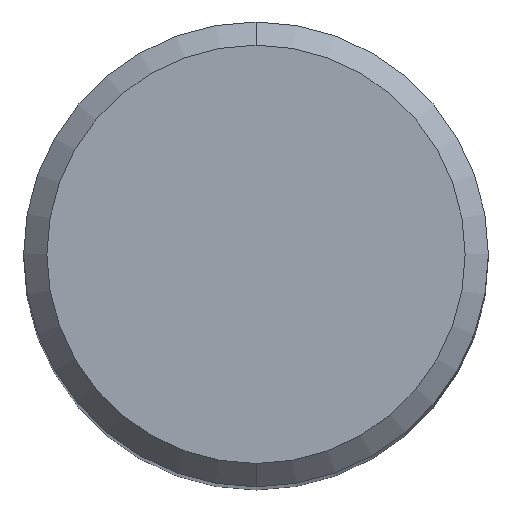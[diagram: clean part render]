
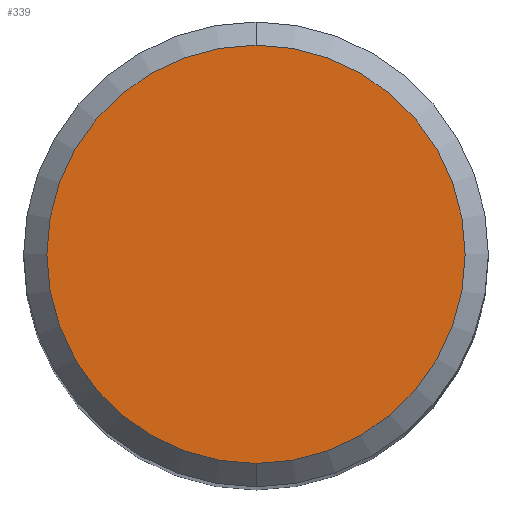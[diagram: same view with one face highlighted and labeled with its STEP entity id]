
A CAD part, top view. The second image highlights one B-rep face of the part: STEP entity #339.
In plain terms, the highlighted planar face has unit normal (0, 0, 1).
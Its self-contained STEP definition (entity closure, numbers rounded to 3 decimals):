
#339=ADVANCED_FACE('',(#951),#952,.T.);
#419=EDGE_CURVE('',#467,#869,#1038,.T.);
#467=VERTEX_POINT('',#1090);
#689=EDGE_CURVE('',#869,#467,#1334,.T.);
#869=VERTEX_POINT('',#1533);
#951=FACE_OUTER_BOUND('',#1614,.T.);
#952=PLANE('',#1615);
#1038=CIRCLE('',#2024,4.5);
#1090=CARTESIAN_POINT('',(0.0,4.5,0.0));
#1334=CIRCLE('',#4011,4.5);
#1533=CARTESIAN_POINT('',(0.,-4.5,0.0));
#1614=EDGE_LOOP('',(#7575,#7576));
#1615=AXIS2_PLACEMENT_3D('',#7577,#7578,#7579);
#2024=AXIS2_PLACEMENT_3D('',#7647,#7648,#7649);
#4011=AXIS2_PLACEMENT_3D('',#7981,#7982,#7983);
#7575=ORIENTED_EDGE('',*,*,#419,.F.);
#7576=ORIENTED_EDGE('',*,*,#689,.F.);
#7577=CARTESIAN_POINT('',(0.0,2.25,0.0));
#7578=DIRECTION('',(-0.0,0.0,1.0));
#7579=DIRECTION('',(0.0,-1.0,0.0));
#7647=CARTESIAN_POINT('',(0.0,0.0,0.0));
#7648=DIRECTION('',(0.0,0.0,-1.0));
#7649=DIRECTION('',(0.0,1.0,0.0));
#7981=CARTESIAN_POINT('',(0.0,0.0,0.0));
#7982=DIRECTION('',(0.0,0.0,-1.0));
#7983=DIRECTION('',(0.0,1.0,0.0));
